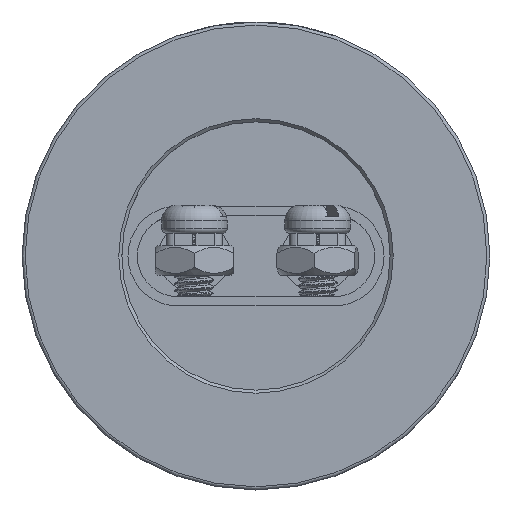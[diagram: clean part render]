
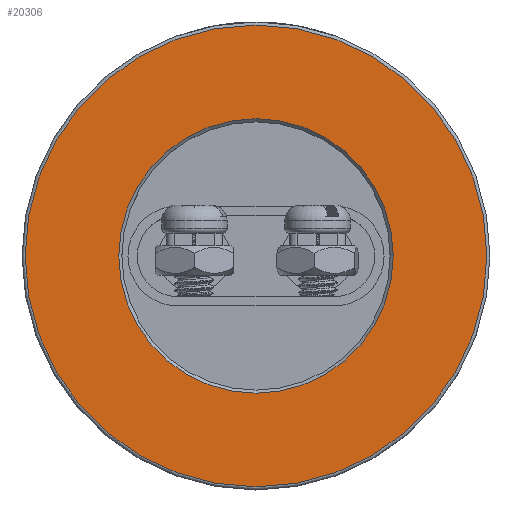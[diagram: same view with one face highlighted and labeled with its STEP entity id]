
A CAD part, top view. The second image highlights one B-rep face of the part: STEP entity #20306.
In plain terms, the highlighted planar face has unit normal (0, 0, 1).
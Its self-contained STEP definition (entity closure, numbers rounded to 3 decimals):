
#583 = CARTESIAN_POINT ( 'NONE',  ( -14.8, 0., 0. ) ) ;
#1960 = VERTEX_POINT ( 'NONE', #27147 ) ;
#2475 = CIRCLE ( 'NONE', #23542, 14.8 ) ;
#4678 = CARTESIAN_POINT ( 'NONE',  ( 0., 0., 0. ) ) ;
#6130 = DIRECTION ( 'NONE',  ( 0., 0., -1. ) ) ;
#8324 = ORIENTED_EDGE ( 'NONE', *, *, #27122, .T. ) ;
#9952 = AXIS2_PLACEMENT_3D ( 'NONE', #4678, #13070, #19397 ) ;
#11219 = ORIENTED_EDGE ( 'NONE', *, *, #18116, .T. ) ;
#12587 = PLANE ( 'NONE',  #24528 ) ;
#13070 = DIRECTION ( 'NONE',  ( 0., 0., -1. ) ) ;
#13258 = DIRECTION ( 'NONE',  ( -1., 0., 0. ) ) ;
#14369 = FACE_OUTER_BOUND ( 'NONE', #17209, .T. ) ;
#15459 = CARTESIAN_POINT ( 'NONE',  ( 0., 0., 0. ) ) ;
#16467 = EDGE_LOOP ( 'NONE', ( #11219 ) ) ;
#17209 = EDGE_LOOP ( 'NONE', ( #8324 ) ) ;
#18116 = EDGE_CURVE ( 'NONE', #1960, #1960, #26655, .T. ) ;
#18916 = CARTESIAN_POINT ( 'NONE',  ( 0., 0., 0. ) ) ;
#19397 = DIRECTION ( 'NONE',  ( -1., 0., 0. ) ) ;
#20306 = ADVANCED_FACE ( 'NONE', ( #22763, #14369 ), #12587, .F. ) ;
#20699 = DIRECTION ( 'NONE',  ( -1., 0., 0. ) ) ;
#22763 = FACE_BOUND ( 'NONE', #16467, .T. ) ;
#23533 = VERTEX_POINT ( 'NONE', #583 ) ;
#23542 = AXIS2_PLACEMENT_3D ( 'NONE', #15459, #23839, #13258 ) ;
#23839 = DIRECTION ( 'NONE',  ( 0., 0., 1. ) ) ;
#24528 = AXIS2_PLACEMENT_3D ( 'NONE', #18916, #6130, #20699 ) ;
#26655 = CIRCLE ( 'NONE', #9952, 8.8 ) ;
#27122 = EDGE_CURVE ( 'NONE', #23533, #23533, #2475, .T. ) ;
#27147 = CARTESIAN_POINT ( 'NONE',  ( -8.8, 0., 0. ) ) ;
